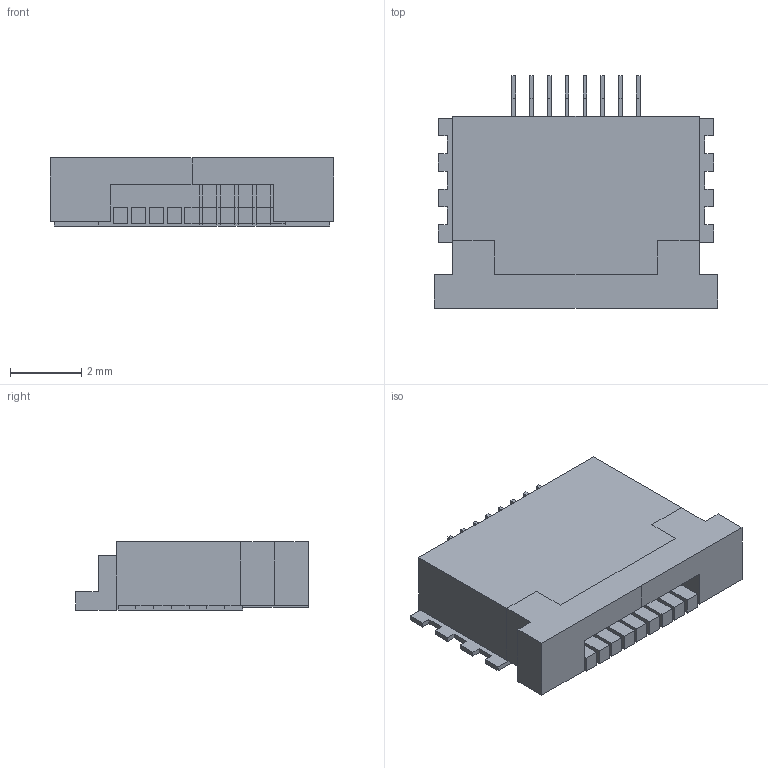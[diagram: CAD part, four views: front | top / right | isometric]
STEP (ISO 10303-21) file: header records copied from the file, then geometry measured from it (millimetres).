
FILE_DESCRIPTION(('FreeCAD Model'),'2;1');
FILE_NAME('Open CASCADE Shape Model','2021-08-20T18:33:01',('Author'),( ''),'Open CASCADE STEP processor 7.4','FreeCAD','Unknown');
FILE_SCHEMA(('AUTOMOTIVE_DESIGN { 1 0 10303 214 1 1 1 1 }'));
Length unit declared in the file: millimetre
Products named in the file (1): SOLID010
Bounding box: 7.96 x 6.54 x 1.92 mm (x, y, z)
Volume: 67.1 mm3; surface area: 184.7 mm2
Topology: 1 solids, 1 shells, 183 faces, 479 edges, 302 vertices
Faces by surface type: bspline 183
Entity records: 6264 total; most frequent: CARTESIAN_POINT 1993, ORIENTED_EDGE 958, EDGE_CURVE 479, B_SPLINE_CURVE_WITH_KNOTS 479, VERTEX_POINT 302, FACE_BOUND 187, EDGE_LOOP 187, PRESENTATION_STYLE_ASSIGNMENT 184
